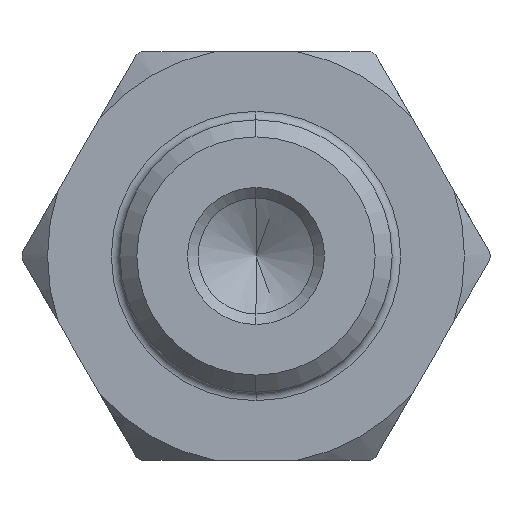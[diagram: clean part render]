
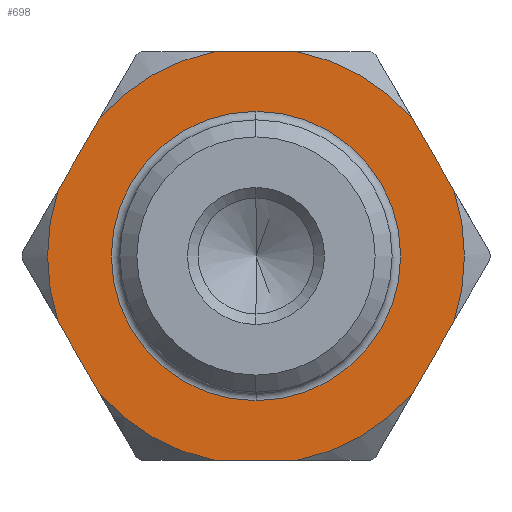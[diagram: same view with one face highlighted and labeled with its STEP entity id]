
A CAD part, left-side view. The second image highlights one B-rep face of the part: STEP entity #698.
In plain terms, the highlighted planar face has unit normal (-1, 0, 0).
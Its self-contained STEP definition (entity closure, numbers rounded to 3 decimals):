
#6 = DIRECTION ( 'NONE',  ( 1., 0., 0. ) ) ;
#29 = EDGE_CURVE ( 'NONE', #588, #789, #1294, .T. ) ;
#32 = EDGE_CURVE ( 'NONE', #786, #239, #1638, .T. ) ;
#57 = DIRECTION ( 'NONE',  ( 0., 1., 0. ) ) ;
#68 = DIRECTION ( 'NONE',  ( 1., 0., 0. ) ) ;
#73 = ORIENTED_EDGE ( 'NONE', *, *, #385, .T. ) ;
#83 = DIRECTION ( 'NONE',  ( 0., 0., -1. ) ) ;
#86 = AXIS2_PLACEMENT_3D ( 'NONE', #750, #6, #888 ) ;
#97 = DIRECTION ( 'NONE',  ( 0., -0.5, 0.866 ) ) ;
#132 = CARTESIAN_POINT ( 'NONE',  ( -112., 2.462, -12. ) ) ;
#176 = AXIS2_PLACEMENT_3D ( 'NONE', #1447, #663, #1571 ) ;
#182 = CARTESIAN_POINT ( 'NONE',  ( -112., -6.928, 12. ) ) ;
#187 = AXIS2_PLACEMENT_3D ( 'NONE', #510, #1422, #634 ) ;
#199 = LINE ( 'NONE', #978, #863 ) ;
#204 = CIRCLE ( 'NONE', #1309, 12.25 ) ;
#205 = CARTESIAN_POINT ( 'NONE',  ( -112., -9.161, -8.132 ) ) ;
#208 = CARTESIAN_POINT ( 'NONE',  ( -112., 2.462, 12. ) ) ;
#226 = DIRECTION ( 'NONE',  ( 0., -1., 0. ) ) ;
#228 = EDGE_CURVE ( 'NONE', #616, #487, #631, .T. ) ;
#229 = CARTESIAN_POINT ( 'NONE',  ( -112., 6.928, 12. ) ) ;
#235 = CARTESIAN_POINT ( 'NONE',  ( -112., 0., -8.5 ) ) ;
#239 = VERTEX_POINT ( 'NONE', #132 ) ;
#245 = DIRECTION ( 'NONE',  ( -1., 0., 0. ) ) ;
#248 = ORIENTED_EDGE ( 'NONE', *, *, #32, .T. ) ;
#253 = CARTESIAN_POINT ( 'NONE',  ( -112., 0., 0. ) ) ;
#256 = LINE ( 'NONE', #182, #1569 ) ;
#275 = VECTOR ( 'NONE', #812, 1000. ) ;
#279 = AXIS2_PLACEMENT_3D ( 'NONE', #253, #245, #1003 ) ;
#296 = VECTOR ( 'NONE', #1029, 1000. ) ;
#320 = EDGE_CURVE ( 'NONE', #1012, #649, #550, .T. ) ;
#353 = LINE ( 'NONE', #1202, #275 ) ;
#359 = VERTEX_POINT ( 'NONE', #382 ) ;
#362 = AXIS2_PLACEMENT_3D ( 'NONE', #1256, #608, #1252 ) ;
#374 = CARTESIAN_POINT ( 'NONE',  ( -112., -2.462, -12. ) ) ;
#382 = CARTESIAN_POINT ( 'NONE',  ( -112., -9.161, 8.132 ) ) ;
#384 = CIRCLE ( 'NONE', #1066, 12.25 ) ;
#385 = EDGE_CURVE ( 'NONE', #537, #773, #204, .T. ) ;
#391 = DIRECTION ( 'NONE',  ( -1., 0., 0. ) ) ;
#409 = CIRCLE ( 'NONE', #187, 8.5 ) ;
#437 = CIRCLE ( 'NONE', #692, 12.25 ) ;
#460 = DIRECTION ( 'NONE',  ( -1., 0., 0. ) ) ;
#487 = VERTEX_POINT ( 'NONE', #1486 ) ;
#510 = CARTESIAN_POINT ( 'NONE',  ( -112., 0., 0. ) ) ;
#537 = VERTEX_POINT ( 'NONE', #208 ) ;
#545 = ORIENTED_EDGE ( 'NONE', *, *, #29, .T. ) ;
#550 = CIRCLE ( 'NONE', #86, 8.5 ) ;
#553 = VERTEX_POINT ( 'NONE', #1607 ) ;
#588 = VERTEX_POINT ( 'NONE', #713 ) ;
#606 = CARTESIAN_POINT ( 'NONE',  ( -112., -2.462, 12. ) ) ;
#608 = DIRECTION ( 'NONE',  ( -1., 0., 0. ) ) ;
#610 = LINE ( 'NONE', #1403, #296 ) ;
#616 = VERTEX_POINT ( 'NONE', #205 ) ;
#631 = LINE ( 'NONE', #1427, #1631 ) ;
#634 = DIRECTION ( 'NONE',  ( 0., 0., -1. ) ) ;
#649 = VERTEX_POINT ( 'NONE', #829 ) ;
#663 = DIRECTION ( 'NONE',  ( -1., 0., 0. ) ) ;
#670 = EDGE_LOOP ( 'NONE', ( #1519, #1278 ) ) ;
#677 = PLANE ( 'NONE',  #1369 ) ;
#688 = ORIENTED_EDGE ( 'NONE', *, *, #1489, .T. ) ;
#692 = AXIS2_PLACEMENT_3D ( 'NONE', #1593, #1352, #83 ) ;
#698 = ADVANCED_FACE ( 'NONE', ( #1089, #1055 ), #677, .F. ) ;
#713 = CARTESIAN_POINT ( 'NONE',  ( -112., 11.623, 3.868 ) ) ;
#718 = EDGE_CURVE ( 'NONE', #487, #553, #437, .T. ) ;
#741 = VECTOR ( 'NONE', #1498, 1000. ) ;
#750 = CARTESIAN_POINT ( 'NONE',  ( -112., 0., 0. ) ) ;
#773 = VERTEX_POINT ( 'NONE', #977 ) ;
#786 = VERTEX_POINT ( 'NONE', #838 ) ;
#789 = VERTEX_POINT ( 'NONE', #1357 ) ;
#811 = CARTESIAN_POINT ( 'NONE',  ( -112., 13.75, 0. ) ) ;
#812 = DIRECTION ( 'NONE',  ( 0., 0.5, 0.866 ) ) ;
#829 = CARTESIAN_POINT ( 'NONE',  ( -112., 0., 8.5 ) ) ;
#837 = ORIENTED_EDGE ( 'NONE', *, *, #718, .T. ) ;
#838 = CARTESIAN_POINT ( 'NONE',  ( -112., 9.161, -8.132 ) ) ;
#843 = EDGE_CURVE ( 'NONE', #359, #1088, #1497, .T. ) ;
#863 = VECTOR ( 'NONE', #226, 1000. ) ;
#888 = DIRECTION ( 'NONE',  ( 0., 0., -1. ) ) ;
#915 = EDGE_CURVE ( 'NONE', #553, #359, #353, .T. ) ;
#951 = DIRECTION ( 'NONE',  ( 0., 0., -1. ) ) ;
#977 = CARTESIAN_POINT ( 'NONE',  ( -112., 9.161, 8.132 ) ) ;
#978 = CARTESIAN_POINT ( 'NONE',  ( -112., 6.928, -12. ) ) ;
#979 = EDGE_CURVE ( 'NONE', #239, #1167, #199, .T. ) ;
#1003 = DIRECTION ( 'NONE',  ( 0., 0., -1. ) ) ;
#1012 = VERTEX_POINT ( 'NONE', #235 ) ;
#1029 = DIRECTION ( 'NONE',  ( 0., -0.5, -0.866 ) ) ;
#1055 = FACE_OUTER_BOUND ( 'NONE', #1531, .T. ) ;
#1066 = AXIS2_PLACEMENT_3D ( 'NONE', #1239, #460, #1367 ) ;
#1076 = EDGE_CURVE ( 'NONE', #773, #588, #1433, .T. ) ;
#1088 = VERTEX_POINT ( 'NONE', #606 ) ;
#1089 = FACE_BOUND ( 'NONE', #670, .T. ) ;
#1149 = ORIENTED_EDGE ( 'NONE', *, *, #915, .T. ) ;
#1155 = CARTESIAN_POINT ( 'NONE',  ( -112., 0., 0. ) ) ;
#1162 = EDGE_CURVE ( 'NONE', #789, #786, #610, .T. ) ;
#1167 = VERTEX_POINT ( 'NONE', #374 ) ;
#1202 = CARTESIAN_POINT ( 'NONE',  ( -112., -13.856, 0. ) ) ;
#1239 = CARTESIAN_POINT ( 'NONE',  ( -112., 0., 0. ) ) ;
#1252 = DIRECTION ( 'NONE',  ( 0., 0., -1. ) ) ;
#1256 = CARTESIAN_POINT ( 'NONE',  ( -112., 0., 0. ) ) ;
#1278 = ORIENTED_EDGE ( 'NONE', *, *, #1318, .T. ) ;
#1282 = DIRECTION ( 'NONE',  ( 0., 0., -1. ) ) ;
#1294 = CIRCLE ( 'NONE', #279, 12.25 ) ;
#1309 = AXIS2_PLACEMENT_3D ( 'NONE', #1155, #391, #1282 ) ;
#1318 = EDGE_CURVE ( 'NONE', #649, #1012, #409, .T. ) ;
#1352 = DIRECTION ( 'NONE',  ( -1., 0., 0. ) ) ;
#1357 = CARTESIAN_POINT ( 'NONE',  ( -112., 11.623, -3.868 ) ) ;
#1367 = DIRECTION ( 'NONE',  ( 0., 0., -1. ) ) ;
#1369 = AXIS2_PLACEMENT_3D ( 'NONE', #811, #68, #951 ) ;
#1386 = ORIENTED_EDGE ( 'NONE', *, *, #843, .T. ) ;
#1403 = CARTESIAN_POINT ( 'NONE',  ( -112., 13.856, 0. ) ) ;
#1422 = DIRECTION ( 'NONE',  ( 1., 0., 0. ) ) ;
#1427 = CARTESIAN_POINT ( 'NONE',  ( -112., -6.928, -12. ) ) ;
#1429 = ORIENTED_EDGE ( 'NONE', *, *, #1162, .T. ) ;
#1433 = LINE ( 'NONE', #229, #741 ) ;
#1447 = CARTESIAN_POINT ( 'NONE',  ( -112., 0., 0. ) ) ;
#1449 = EDGE_CURVE ( 'NONE', #1088, #537, #256, .T. ) ;
#1450 = ORIENTED_EDGE ( 'NONE', *, *, #228, .T. ) ;
#1485 = ORIENTED_EDGE ( 'NONE', *, *, #1449, .T. ) ;
#1486 = CARTESIAN_POINT ( 'NONE',  ( -112., -11.623, -3.868 ) ) ;
#1489 = EDGE_CURVE ( 'NONE', #1167, #616, #384, .T. ) ;
#1497 = CIRCLE ( 'NONE', #176, 12.25 ) ;
#1498 = DIRECTION ( 'NONE',  ( 0., 0.5, -0.866 ) ) ;
#1511 = ORIENTED_EDGE ( 'NONE', *, *, #1076, .T. ) ;
#1519 = ORIENTED_EDGE ( 'NONE', *, *, #320, .T. ) ;
#1531 = EDGE_LOOP ( 'NONE', ( #1149, #1386, #1485, #73, #1511, #545, #1429, #248, #1598, #688, #1450, #837 ) ) ;
#1569 = VECTOR ( 'NONE', #57, 1000. ) ;
#1571 = DIRECTION ( 'NONE',  ( 0., 0., -1. ) ) ;
#1593 = CARTESIAN_POINT ( 'NONE',  ( -112., 0., 0. ) ) ;
#1598 = ORIENTED_EDGE ( 'NONE', *, *, #979, .T. ) ;
#1607 = CARTESIAN_POINT ( 'NONE',  ( -112., -11.623, 3.868 ) ) ;
#1631 = VECTOR ( 'NONE', #97, 1000. ) ;
#1638 = CIRCLE ( 'NONE', #362, 12.25 ) ;
